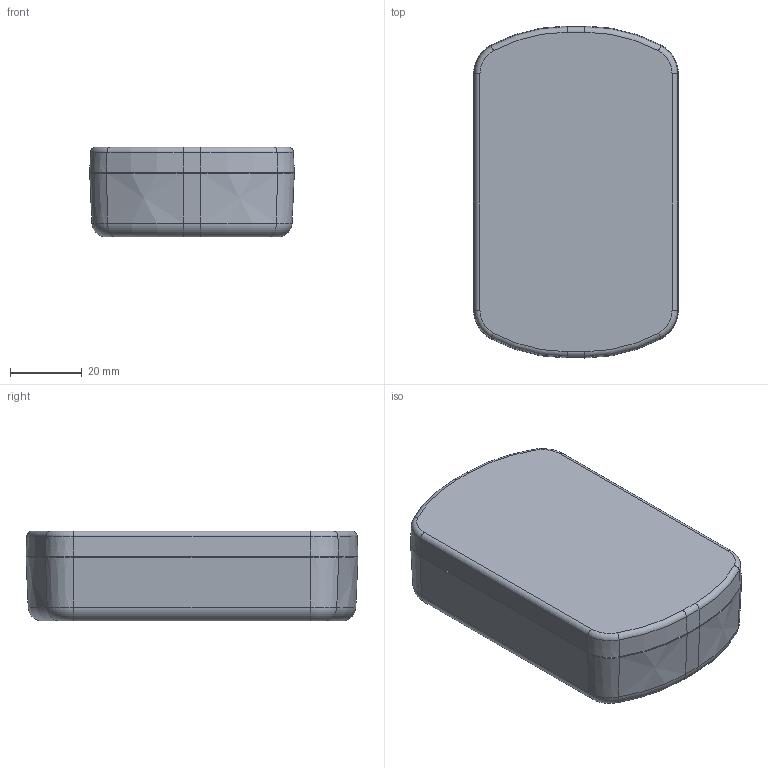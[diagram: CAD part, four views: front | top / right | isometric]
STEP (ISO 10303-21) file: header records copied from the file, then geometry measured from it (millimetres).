
FILE_DESCRIPTION (( 'STEP AP203' ), '1' );
FILE_NAME ('ZM92.57.25.STEP', '2023-10-26T08:02:41', ( '' ), ( '' ), 'SwSTEP 2.0', 'SolidWorks 2015', '' );
FILE_SCHEMA (( 'CONFIG_CONTROL_DESIGN' ));
Length unit declared in the file: millimetre
Products named in the file (3): ZM92.57.25_Base; ZM92.57.25_Cover; ZM92.57.25
Assembly tree (2 placements, depth 2):
  ZM92.57.25
    ZM92.57.25_Base
    ZM92.57.25_Cover
Bounding box: 57 x 92.5 x 25 mm (x, y, z)
Volume: 37558.2 mm3; surface area: 32655.4 mm2
Topology: 2 solids, 2 shells, 272 faces, 630 edges, 404 vertices
Faces by surface type: cylinder 110, plane 89, cone 45, torus 24, bspline 4
Entity records: 8273 total; most frequent: CARTESIAN_POINT 1501, DIRECTION 1496, ORIENTED_EDGE 1260, EDGE_CURVE 630, AXIS2_PLACEMENT_3D 607, VERTEX_POINT 404, CIRCLE 334, EDGE_LOOP 314
